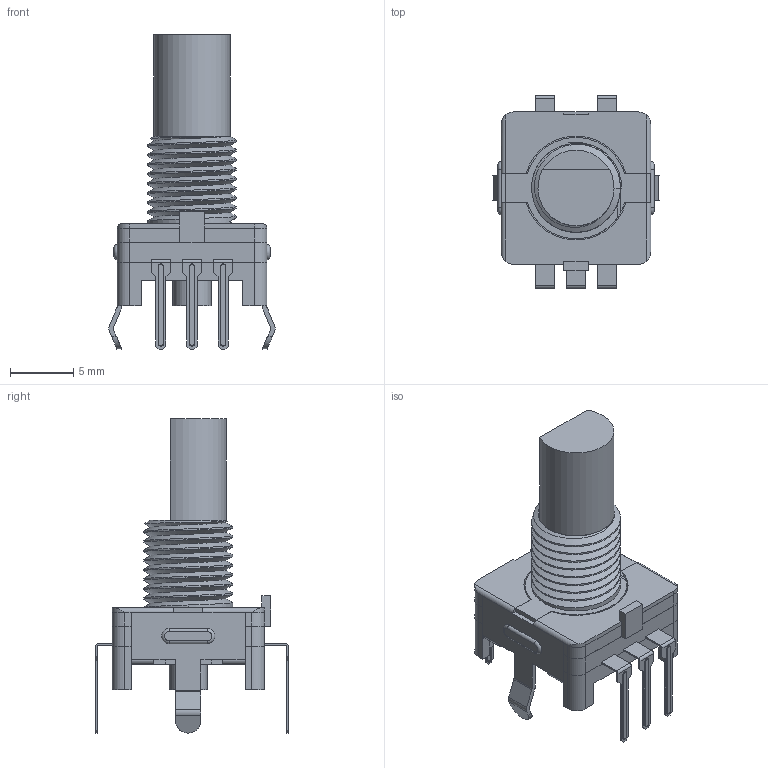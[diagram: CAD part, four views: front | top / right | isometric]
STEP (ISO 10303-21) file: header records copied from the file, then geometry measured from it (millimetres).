
FILE_DESCRIPTION(/* description */ (''),/* implementation_level */ '2;1');
FILE_NAME(/* name */ 'EC11_Rotary_Encoder_Switched v1.step',/* time_stamp */ '2024-01-28T22:07:55+01:00',/* author */ (''),/* organization */ (''),/* preprocessor_version */ 'ST-DEVELOPER v20',/* originating_system */ 'Autodesk Translation Framework v12.14.0.127',/* authorisation */ '');
FILE_SCHEMA (('AUTOMOTIVE_DESIGN { 1 0 10303 214 3 1 1 }'));
Length unit declared in the file: millimetre
Products named in the file (1): EC11_Rotary_Encoder_Switched
Bounding box: 13.1 x 15.26 x 24.78 mm (x, y, z)
Volume: 1072.2 mm3; surface area: 2009 mm2
Topology: 9 solids, 9 shells, 462 faces, 1170 edges, 737 vertices
Faces by surface type: plane 306, cylinder 112, torus 24, bspline 19, cone 1
Full cylindrical faces by diameter (mm): 3 x1, 7 x8
Entity records: 17121 total; most frequent: CARTESIAN_POINT 5538, ORIENTED_EDGE 2340, DIRECTION 2249, EDGE_CURVE 1170, LINE 873, VECTOR 873, VERTEX_POINT 737, AXIS2_PLACEMENT_3D 688
